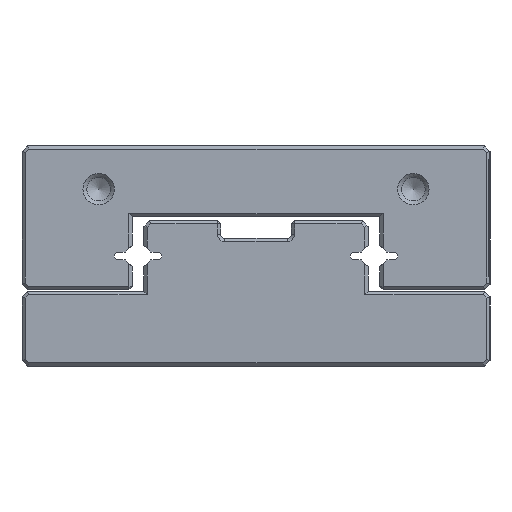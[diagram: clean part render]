
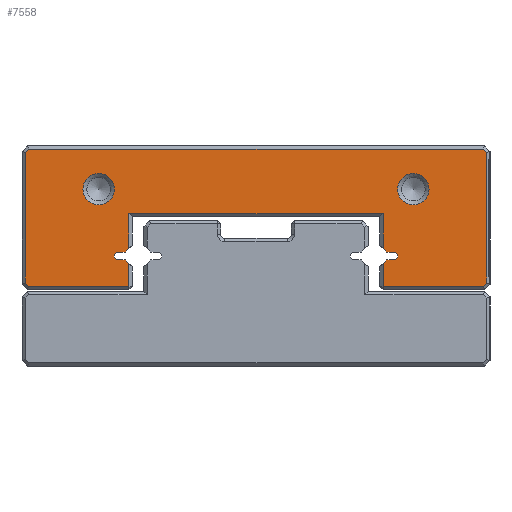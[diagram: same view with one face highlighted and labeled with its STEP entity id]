
A CAD part, left-side view. The second image highlights one B-rep face of the part: STEP entity #7558.
In plain terms, the highlighted planar face has unit normal (-1, 0, 0).
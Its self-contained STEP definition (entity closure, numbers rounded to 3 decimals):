
#5663=FACE_BOUND('',#12373,.T.);
#5664=FACE_BOUND('',#12374,.T.);
#5665=FACE_BOUND('',#12375,.T.);
#6701=CIRCLE('',#35367,0.5);
#6736=CIRCLE('',#35410,0.5);
#6740=CIRCLE('',#35420,2.);
#6741=CIRCLE('',#35421,2.);
#7558=ADVANCED_FACE('',(#5663,#5664,#5665),#9238,.T.);
#9238=PLANE('',#35422);
#12373=EDGE_LOOP('',(#16728,#16729,#16730,#16731,#16732,#16733,#16734,#16735,
#16736,#16737,#16738,#16739,#16740,#16741,#16742,#16743,#16744,#16745,#16746,
#16747,#16748,#16749,#16750,#16751));
#12374=EDGE_LOOP('',(#16752));
#12375=EDGE_LOOP('',(#16753));
#16728=ORIENTED_EDGE('',*,*,#26304,.F.);
#16729=ORIENTED_EDGE('',*,*,#26343,.T.);
#16730=ORIENTED_EDGE('',*,*,#26344,.T.);
#16731=ORIENTED_EDGE('',*,*,#26345,.T.);
#16732=ORIENTED_EDGE('',*,*,#26257,.F.);
#16733=ORIENTED_EDGE('',*,*,#26251,.F.);
#16734=ORIENTED_EDGE('',*,*,#26248,.F.);
#16735=ORIENTED_EDGE('',*,*,#26245,.F.);
#16736=ORIENTED_EDGE('',*,*,#26243,.F.);
#16737=ORIENTED_EDGE('',*,*,#26346,.T.);
#16738=ORIENTED_EDGE('',*,*,#26347,.T.);
#16739=ORIENTED_EDGE('',*,*,#26348,.T.);
#16740=ORIENTED_EDGE('',*,*,#26349,.T.);
#16741=ORIENTED_EDGE('',*,*,#26350,.T.);
#16742=ORIENTED_EDGE('',*,*,#26351,.T.);
#16743=ORIENTED_EDGE('',*,*,#26352,.T.);
#16744=ORIENTED_EDGE('',*,*,#26353,.T.);
#16745=ORIENTED_EDGE('',*,*,#26354,.T.);
#16746=ORIENTED_EDGE('',*,*,#26355,.T.);
#16747=ORIENTED_EDGE('',*,*,#26356,.T.);
#16748=ORIENTED_EDGE('',*,*,#26318,.F.);
#16749=ORIENTED_EDGE('',*,*,#26312,.F.);
#16750=ORIENTED_EDGE('',*,*,#26309,.F.);
#16751=ORIENTED_EDGE('',*,*,#26306,.F.);
#16752=ORIENTED_EDGE('',*,*,#26357,.T.);
#16753=ORIENTED_EDGE('',*,*,#26358,.T.);
#23167=VERTEX_POINT('',#48231);
#23168=VERTEX_POINT('',#48233);
#23169=VERTEX_POINT('',#48237);
#23171=VERTEX_POINT('',#48243);
#23173=VERTEX_POINT('',#48249);
#23178=VERTEX_POINT('',#48261);
#23220=VERTEX_POINT('',#48353);
#23221=VERTEX_POINT('',#48355);
#23222=VERTEX_POINT('',#48359);
#23224=VERTEX_POINT('',#48365);
#23226=VERTEX_POINT('',#48371);
#23231=VERTEX_POINT('',#48383);
#23252=VERTEX_POINT('',#48433);
#23253=VERTEX_POINT('',#48435);
#23254=VERTEX_POINT('',#48438);
#23255=VERTEX_POINT('',#48440);
#23256=VERTEX_POINT('',#48442);
#23257=VERTEX_POINT('',#48444);
#23258=VERTEX_POINT('',#48446);
#23259=VERTEX_POINT('',#48448);
#23260=VERTEX_POINT('',#48450);
#23261=VERTEX_POINT('',#48452);
#23262=VERTEX_POINT('',#48454);
#23263=VERTEX_POINT('',#48456);
#23264=VERTEX_POINT('',#48459);
#23265=VERTEX_POINT('',#48461);
#26243=EDGE_CURVE('',#23167,#23168,#29681,.T.);
#26245=EDGE_CURVE('',#23168,#23169,#29683,.T.);
#26248=EDGE_CURVE('',#23169,#23171,#6701,.T.);
#26251=EDGE_CURVE('',#23171,#23173,#29687,.T.);
#26257=EDGE_CURVE('',#23173,#23178,#29693,.T.);
#26304=EDGE_CURVE('',#23220,#23221,#29707,.T.);
#26306=EDGE_CURVE('',#23221,#23222,#29709,.T.);
#26309=EDGE_CURVE('',#23222,#23224,#6736,.T.);
#26312=EDGE_CURVE('',#23224,#23226,#29713,.T.);
#26318=EDGE_CURVE('',#23226,#23231,#29719,.T.);
#26343=EDGE_CURVE('',#23220,#23252,#29742,.T.);
#26344=EDGE_CURVE('',#23252,#23253,#29743,.T.);
#26345=EDGE_CURVE('',#23253,#23178,#29744,.T.);
#26346=EDGE_CURVE('',#23167,#23254,#29745,.T.);
#26347=EDGE_CURVE('',#23254,#23255,#29746,.T.);
#26348=EDGE_CURVE('',#23255,#23256,#29747,.T.);
#26349=EDGE_CURVE('',#23256,#23257,#29748,.T.);
#26350=EDGE_CURVE('',#23257,#23258,#29749,.T.);
#26351=EDGE_CURVE('',#23258,#23259,#29750,.T.);
#26352=EDGE_CURVE('',#23259,#23260,#29751,.T.);
#26353=EDGE_CURVE('',#23260,#23261,#29752,.T.);
#26354=EDGE_CURVE('',#23261,#23262,#29753,.T.);
#26355=EDGE_CURVE('',#23262,#23263,#29754,.T.);
#26356=EDGE_CURVE('',#23263,#23231,#29755,.T.);
#26357=EDGE_CURVE('',#23264,#23264,#6740,.T.);
#26358=EDGE_CURVE('',#23265,#23265,#6741,.T.);
#29681=LINE('',#48232,#32621);
#29683=LINE('',#48236,#32623);
#29687=LINE('',#48248,#32627);
#29693=LINE('',#48260,#32633);
#29707=LINE('',#48354,#32647);
#29709=LINE('',#48358,#32649);
#29713=LINE('',#48370,#32653);
#29719=LINE('',#48382,#32659);
#29742=LINE('',#48432,#32682);
#29743=LINE('',#48434,#32683);
#29744=LINE('',#48436,#32684);
#29745=LINE('',#48437,#32685);
#29746=LINE('',#48439,#32686);
#29747=LINE('',#48441,#32687);
#29748=LINE('',#48443,#32688);
#29749=LINE('',#48445,#32689);
#29750=LINE('',#48447,#32690);
#29751=LINE('',#48449,#32691);
#29752=LINE('',#48451,#32692);
#29753=LINE('',#48453,#32693);
#29754=LINE('',#48455,#32694);
#29755=LINE('',#48457,#32695);
#32621=VECTOR('',#39647,1.);
#32623=VECTOR('',#39651,1.);
#32627=VECTOR('',#39663,1.);
#32633=VECTOR('',#39671,1.);
#32647=VECTOR('',#39759,1.);
#32649=VECTOR('',#39763,1.);
#32653=VECTOR('',#39775,1.);
#32659=VECTOR('',#39783,1.);
#32682=VECTOR('',#39818,1.);
#32683=VECTOR('',#39819,1.);
#32684=VECTOR('',#39820,1.);
#32685=VECTOR('',#39821,1.);
#32686=VECTOR('',#39822,1.);
#32687=VECTOR('',#39823,1.);
#32688=VECTOR('',#39824,1.);
#32689=VECTOR('',#39825,1.);
#32690=VECTOR('',#39826,1.);
#32691=VECTOR('',#39827,1.);
#32692=VECTOR('',#39828,1.);
#32693=VECTOR('',#39829,1.);
#32694=VECTOR('',#39830,1.);
#32695=VECTOR('',#39831,1.);
#35367=AXIS2_PLACEMENT_3D('',#48242,#39656,#39657);
#35410=AXIS2_PLACEMENT_3D('',#48364,#39768,#39769);
#35420=AXIS2_PLACEMENT_3D('',#48458,#39832,#39833);
#35421=AXIS2_PLACEMENT_3D('',#48460,#39834,#39835);
#35422=AXIS2_PLACEMENT_3D('',#48462,#39836,#39837);
#39647=DIRECTION('',(0.,-0.707,0.707));
#39651=DIRECTION('',(0.,-1.,0.));
#39656=DIRECTION('',(-1.,0.,0.));
#39657=DIRECTION('',(0.,0.,-1.));
#39663=DIRECTION('',(0.,1.,0.));
#39671=DIRECTION('',(0.,0.707,0.707));
#39759=DIRECTION('',(0.,0.707,-0.707));
#39763=DIRECTION('',(0.,1.,0.));
#39768=DIRECTION('',(-1.,0.,0.));
#39769=DIRECTION('',(0.,0.,1.));
#39775=DIRECTION('',(0.,-1.,0.));
#39783=DIRECTION('',(0.,-0.707,-0.707));
#39818=DIRECTION('',(0.,0.,1.));
#39819=DIRECTION('',(0.,-1.,0.));
#39820=DIRECTION('',(0.,0.,-1.));
#39821=DIRECTION('',(0.,0.,-1.));
#39822=DIRECTION('',(0.,-1.,0.));
#39823=DIRECTION('',(0.,-0.707,0.707));
#39824=DIRECTION('',(0.,0.,1.));
#39825=DIRECTION('',(0.,0.707,0.707));
#39826=DIRECTION('',(0.,1.,0.));
#39827=DIRECTION('',(0.,0.707,-0.707));
#39828=DIRECTION('',(0.,0.,-1.));
#39829=DIRECTION('',(0.,-0.707,-0.707));
#39830=DIRECTION('',(0.,-1.,0.));
#39831=DIRECTION('',(0.,0.,1.));
#39832=DIRECTION('',(1.,0.,0.));
#39833=DIRECTION('',(0.,0.,-1.));
#39834=DIRECTION('',(1.,0.,0.));
#39835=DIRECTION('',(0.,0.,-1.));
#39836=DIRECTION('',(-1.,0.,0.));
#39837=DIRECTION('',(0.,0.,-1.));
#48231=CARTESIAN_POINT('',(80.,13.6,13.029));
#48232=CARTESIAN_POINT('',(80.,14.,12.629));
#48233=CARTESIAN_POINT('',(80.,13.129,13.5));
#48236=CARTESIAN_POINT('',(80.,13.129,13.5));
#48237=CARTESIAN_POINT('',(80.,12.25,13.5));
#48242=CARTESIAN_POINT('',(80.,12.25,14.));
#48243=CARTESIAN_POINT('',(80.,12.25,14.5));
#48248=CARTESIAN_POINT('',(80.,12.25,14.5));
#48249=CARTESIAN_POINT('',(80.,13.129,14.5));
#48260=CARTESIAN_POINT('',(80.,13.129,14.5));
#48261=CARTESIAN_POINT('',(80.,13.6,14.971));
#48353=CARTESIAN_POINT('',(80.,45.9,14.971));
#48354=CARTESIAN_POINT('',(80.,45.5,15.371));
#48355=CARTESIAN_POINT('',(80.,46.371,14.5));
#48358=CARTESIAN_POINT('',(80.,46.371,14.5));
#48359=CARTESIAN_POINT('',(80.,47.25,14.5));
#48364=CARTESIAN_POINT('',(80.,47.25,14.));
#48365=CARTESIAN_POINT('',(80.,47.25,13.5));
#48370=CARTESIAN_POINT('',(80.,47.25,13.5));
#48371=CARTESIAN_POINT('',(80.,46.371,13.5));
#48382=CARTESIAN_POINT('',(80.,46.371,13.5));
#48383=CARTESIAN_POINT('',(80.,45.9,13.029));
#48432=CARTESIAN_POINT('',(80.,45.9,19.));
#48433=CARTESIAN_POINT('',(80.,45.9,19.4));
#48434=CARTESIAN_POINT('',(80.,14.,19.4));
#48435=CARTESIAN_POINT('',(80.,13.6,19.4));
#48436=CARTESIAN_POINT('',(80.,13.6,15.371));
#48437=CARTESIAN_POINT('',(80.,13.6,9.7));
#48438=CARTESIAN_POINT('',(80.,13.6,10.1));
#48439=CARTESIAN_POINT('',(80.,0.7,10.1));
#48440=CARTESIAN_POINT('',(80.,0.866,10.1));
#48441=CARTESIAN_POINT('',(80.,4.608,6.358));
#48442=CARTESIAN_POINT('',(80.,0.4,10.566));
#48443=CARTESIAN_POINT('',(80.,0.4,27.3));
#48444=CARTESIAN_POINT('',(80.,0.4,27.134));
#48445=CARTESIAN_POINT('',(80.,-0.242,26.492));
#48446=CARTESIAN_POINT('',(80.,0.866,27.6));
#48447=CARTESIAN_POINT('',(80.,58.8,27.6));
#48448=CARTESIAN_POINT('',(80.,58.634,27.6));
#48449=CARTESIAN_POINT('',(80.,42.242,43.992));
#48450=CARTESIAN_POINT('',(80.,59.1,27.134));
#48451=CARTESIAN_POINT('',(80.,59.1,10.4));
#48452=CARTESIAN_POINT('',(80.,59.1,10.566));
#48453=CARTESIAN_POINT('',(80.,37.392,-11.142));
#48454=CARTESIAN_POINT('',(80.,58.634,10.1));
#48455=CARTESIAN_POINT('',(80.,45.5,10.1));
#48456=CARTESIAN_POINT('',(80.,45.9,10.1));
#48457=CARTESIAN_POINT('',(80.,45.9,12.629));
#48458=CARTESIAN_POINT('',(80.,9.75,22.5));
#48459=CARTESIAN_POINT('',(80.,9.75,20.5));
#48460=CARTESIAN_POINT('',(80.,49.75,22.5));
#48461=CARTESIAN_POINT('',(80.,49.75,20.5));
#48462=CARTESIAN_POINT('',(80.,12.25,14.));
